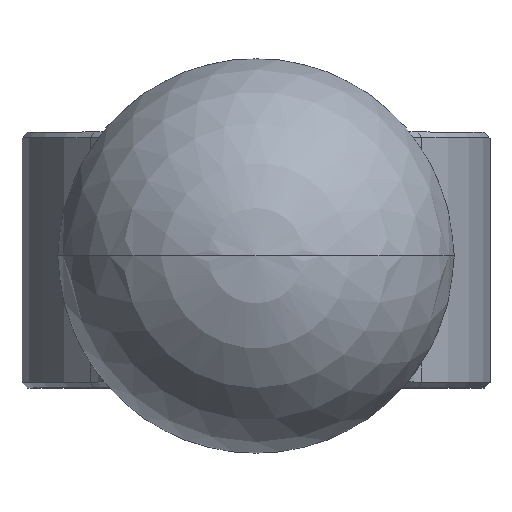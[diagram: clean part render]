
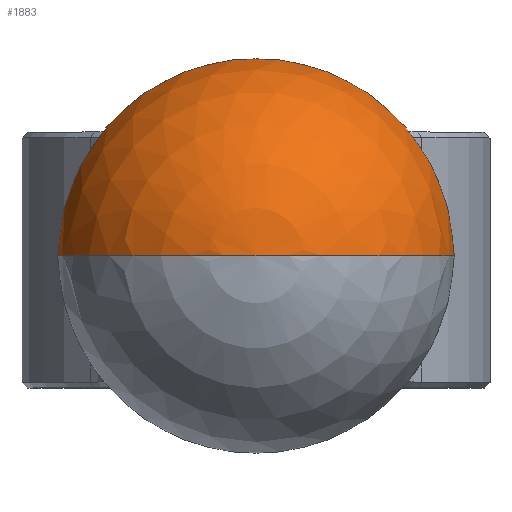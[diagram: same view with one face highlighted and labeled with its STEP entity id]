
A CAD part, top view. The second image highlights one B-rep face of the part: STEP entity #1883.
In plain terms, the highlighted spherical face has radius 17.462 mm.
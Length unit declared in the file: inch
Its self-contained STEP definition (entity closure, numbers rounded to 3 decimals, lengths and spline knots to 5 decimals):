
#419=CARTESIAN_POINT('',(0.,0.4425,7.74925));
#420=DIRECTION('',(0.,0.,-1.));
#421=DIRECTION('',(-0.982,0.19,0.));
#422=AXIS2_PLACEMENT_3D('',#419,#420,#421);
#433=CARTESIAN_POINT('',(-0.3125,0.4425,8.35863));
#434=DIRECTION('',(-1.,0.,0.));
#435=DIRECTION('',(0.,0.099,-0.995));
#436=AXIS2_PLACEMENT_3D('',#433,#434,#435);
#438=CARTESIAN_POINT('',(0.3125,0.4425,8.35863));
#439=DIRECTION('',(1.,0.,0.));
#440=DIRECTION('',(0.,0.,-1.));
#441=AXIS2_PLACEMENT_3D('',#438,#439,#440);
#448=CARTESIAN_POINT('',(0.,0.4425,8.35863));
#449=DIRECTION('',(0.,1.,0.));
#450=DIRECTION('',(-0.455,0.,-0.891));
#451=AXIS2_PLACEMENT_3D('',#448,#449,#450);
#453=CARTESIAN_POINT('',(0.,0.4425,8.35863));
#454=DIRECTION('',(0.,-1.,0.));
#455=DIRECTION('',(0.455,0.,-0.891));
#456=AXIS2_PLACEMENT_3D('',#453,#454,#455);
#1291=CARTESIAN_POINT('',(-0.3125,0.50302,7.74925));
#1292=CARTESIAN_POINT('',(-0.3125,0.4425,7.74625));
#1293=VERTEX_POINT('',#1291);
#1294=VERTEX_POINT('',#1292);
#1295=CARTESIAN_POINT('',(0.3125,0.50302,7.74925));
#1296=VERTEX_POINT('',#1295);
#1297=CARTESIAN_POINT('',(0.3125,0.4425,7.74625));
#1298=VERTEX_POINT('',#1297);
#1303=CARTESIAN_POINT('',(0.,0.4425,9.04613));
#1304=VERTEX_POINT('',#1303);
#1867=CARTESIAN_POINT('',(0.,0.4425,8.35863));
#1868=DIRECTION('',(0.,0.,-1.));
#1869=DIRECTION('',(1.,0.,0.));
#1870=AXIS2_PLACEMENT_3D('',#1867,#1868,#1869);
#1871=SPHERICAL_SURFACE('',#1870,0.6875);
#1873=ORIENTED_EDGE('',*,*,#1872,.F.);
#1874=ORIENTED_EDGE('',*,*,#1851,.T.);
#1876=ORIENTED_EDGE('',*,*,#1875,.F.);
#1878=ORIENTED_EDGE('',*,*,#1877,.T.);
#1880=ORIENTED_EDGE('',*,*,#1879,.F.);
#1881=EDGE_LOOP('',(#1873,#1874,#1876,#1878,#1880));
#1882=FACE_OUTER_BOUND('',#1881,.F.);
#423=CIRCLE('',#422,0.31831);
#437=CIRCLE('',#436,0.61237);
#442=CIRCLE('',#441,0.61237);
#452=CIRCLE('',#451,0.6875);
#457=CIRCLE('',#456,0.6875);
#1851=EDGE_CURVE('',#1293,#1296,#423,.T.);
#1872=EDGE_CURVE('',#1293,#1294,#437,.T.);
#1875=EDGE_CURVE('',#1298,#1296,#442,.T.);
#1877=EDGE_CURVE('',#1298,#1304,#457,.T.);
#1879=EDGE_CURVE('',#1294,#1304,#452,.T.);
#1883=ADVANCED_FACE('',(#1882),#1871,.T.);
